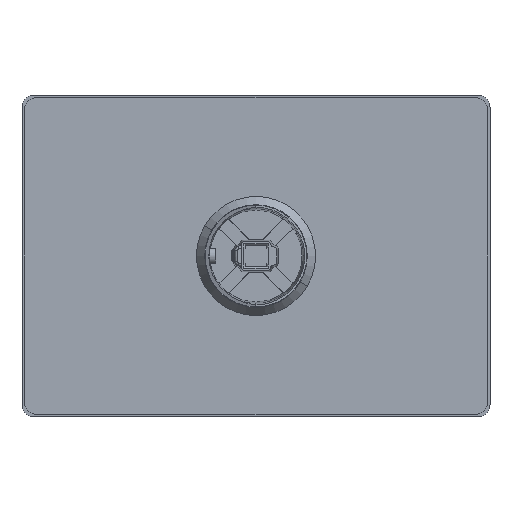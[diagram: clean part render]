
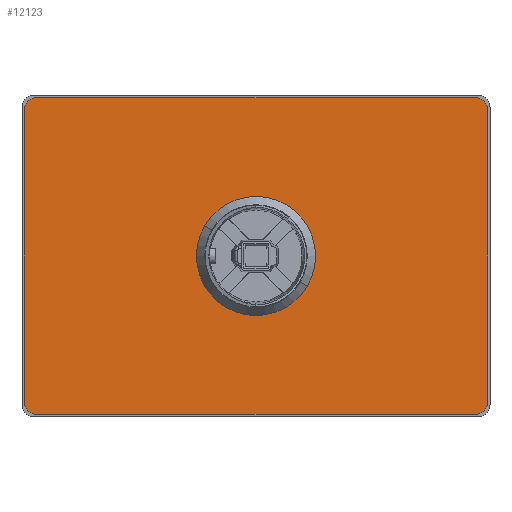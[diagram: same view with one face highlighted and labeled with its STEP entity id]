
A CAD part, front view. The second image highlights one B-rep face of the part: STEP entity #12123.
In plain terms, the highlighted face is planar.
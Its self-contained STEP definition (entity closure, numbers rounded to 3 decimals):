
#5 = AXIS2_PLACEMENT_3D ( 'NONE', #7072, #1354, #2303 ) ;
#146 = DIRECTION ( 'NONE',  ( 0., 0., 1. ) ) ;
#518 = DIRECTION ( 'NONE',  ( 0., 0., 1. ) ) ;
#585 = ORIENTED_EDGE ( 'NONE', *, *, #4125, .T. ) ;
#886 = ORIENTED_EDGE ( 'NONE', *, *, #12053, .T. ) ;
#975 = VECTOR ( 'NONE', #518, 1000. ) ;
#1038 = LINE ( 'NONE', #1140, #7342 ) ;
#1140 = CARTESIAN_POINT ( 'NONE',  ( 0., 1., -95. ) ) ;
#1280 = CIRCLE ( 'NONE', #11673, 5. ) ;
#1290 = VERTEX_POINT ( 'NONE', #11359 ) ;
#1327 = VERTEX_POINT ( 'NONE', #1793 ) ;
#1354 = DIRECTION ( 'NONE',  ( 0., -1., 0. ) ) ;
#1421 = CARTESIAN_POINT ( 'NONE',  ( 65., 1., -90. ) ) ;
#1506 = CARTESIAN_POINT ( 'NONE',  ( 0., 1., -22.6 ) ) ;
#1519 = DIRECTION ( 'NONE',  ( 0., 0., 1. ) ) ;
#1570 = CARTESIAN_POINT ( 'NONE',  ( -65., 1., 0. ) ) ;
#1592 = CIRCLE ( 'NONE', #10940, 5. ) ;
#1655 = CARTESIAN_POINT ( 'NONE',  ( 60., 1., -95. ) ) ;
#1793 = CARTESIAN_POINT ( 'NONE',  ( -65., 1., 90. ) ) ;
#1824 = FACE_BOUND ( 'NONE', #8779, .T. ) ;
#1841 = AXIS2_PLACEMENT_3D ( 'NONE', #7264, #2462, #1519 ) ;
#1935 = DIRECTION ( 'NONE',  ( 0., 0., 1. ) ) ;
#2198 = EDGE_LOOP ( 'NONE', ( #6628, #11685, #585, #2264, #11264, #12075, #886, #4379 ) ) ;
#2260 = VERTEX_POINT ( 'NONE', #9366 ) ;
#2264 = ORIENTED_EDGE ( 'NONE', *, *, #6699, .T. ) ;
#2303 = DIRECTION ( 'NONE',  ( 0., 0., 1. ) ) ;
#2413 = FACE_OUTER_BOUND ( 'NONE', #2198, .T. ) ;
#2462 = DIRECTION ( 'NONE',  ( 0., 1., 0. ) ) ;
#2562 = VECTOR ( 'NONE', #4106, 1000. ) ;
#2598 = EDGE_CURVE ( 'NONE', #9610, #4468, #1592, .T. ) ;
#3036 = CIRCLE ( 'NONE', #5, 22.6 ) ;
#3086 = VERTEX_POINT ( 'NONE', #10657 ) ;
#3311 = ORIENTED_EDGE ( 'NONE', *, *, #5895, .T. ) ;
#3551 = EDGE_CURVE ( 'NONE', #5846, #3086, #1280, .T. ) ;
#3769 = DIRECTION ( 'NONE',  ( 0., 0., 1. ) ) ;
#3849 = AXIS2_PLACEMENT_3D ( 'NONE', #11580, #6771, #146 ) ;
#3993 = DIRECTION ( 'NONE',  ( 0., 0., -1. ) ) ;
#4106 = DIRECTION ( 'NONE',  ( 1., 0., 0. ) ) ;
#4125 = EDGE_CURVE ( 'NONE', #3086, #1327, #6049, .T. ) ;
#4330 = ORIENTED_EDGE ( 'NONE', *, *, #5751, .T. ) ;
#4379 = ORIENTED_EDGE ( 'NONE', *, *, #8501, .T. ) ;
#4383 = VECTOR ( 'NONE', #3993, 1000. ) ;
#4468 = VERTEX_POINT ( 'NONE', #10950 ) ;
#4540 = CIRCLE ( 'NONE', #1841, 5. ) ;
#4864 = CARTESIAN_POINT ( 'NONE',  ( 0., 1., 95. ) ) ;
#5074 = PLANE ( 'NONE',  #6535 ) ;
#5389 = AXIS2_PLACEMENT_3D ( 'NONE', #6583, #7543, #3769 ) ;
#5751 = EDGE_CURVE ( 'NONE', #1290, #7259, #6188, .T. ) ;
#5846 = VERTEX_POINT ( 'NONE', #9968 ) ;
#5895 = EDGE_CURVE ( 'NONE', #7259, #1290, #3036, .T. ) ;
#6049 = LINE ( 'NONE', #1570, #975 ) ;
#6188 = CIRCLE ( 'NONE', #3849, 22.6 ) ;
#6535 = AXIS2_PLACEMENT_3D ( 'NONE', #9923, #11867, #10860 ) ;
#6583 = CARTESIAN_POINT ( 'NONE',  ( 60., 1., -90. ) ) ;
#6628 = ORIENTED_EDGE ( 'NONE', *, *, #9780, .T. ) ;
#6632 = LINE ( 'NONE', #4864, #2562 ) ;
#6699 = EDGE_CURVE ( 'NONE', #1327, #2260, #4540, .T. ) ;
#6760 = DIRECTION ( 'NONE',  ( 0., 1., 0. ) ) ;
#6771 = DIRECTION ( 'NONE',  ( 0., -1., 0. ) ) ;
#6900 = CARTESIAN_POINT ( 'NONE',  ( 65., 1., 0. ) ) ;
#6967 = DIRECTION ( 'NONE',  ( -1., 0., 0. ) ) ;
#7038 = EDGE_CURVE ( 'NONE', #2260, #9610, #6632, .T. ) ;
#7072 = CARTESIAN_POINT ( 'NONE',  ( 0., 1., 0. ) ) ;
#7259 = VERTEX_POINT ( 'NONE', #1506 ) ;
#7264 = CARTESIAN_POINT ( 'NONE',  ( -60., 1., 90. ) ) ;
#7307 = VERTEX_POINT ( 'NONE', #1421 ) ;
#7342 = VECTOR ( 'NONE', #6967, 1000. ) ;
#7543 = DIRECTION ( 'NONE',  ( 0., 1., 0. ) ) ;
#7781 = VERTEX_POINT ( 'NONE', #1655 ) ;
#8095 = DIRECTION ( 'NONE',  ( 0., 1., 0. ) ) ;
#8250 = CARTESIAN_POINT ( 'NONE',  ( 60., 1., 95. ) ) ;
#8501 = EDGE_CURVE ( 'NONE', #7307, #7781, #8757, .T. ) ;
#8757 = CIRCLE ( 'NONE', #5389, 5. ) ;
#8779 = EDGE_LOOP ( 'NONE', ( #4330, #3311 ) ) ;
#9366 = CARTESIAN_POINT ( 'NONE',  ( -60., 1., 95. ) ) ;
#9610 = VERTEX_POINT ( 'NONE', #8250 ) ;
#9780 = EDGE_CURVE ( 'NONE', #7781, #5846, #1038, .T. ) ;
#9923 = CARTESIAN_POINT ( 'NONE',  ( 0., 1., 0. ) ) ;
#9968 = CARTESIAN_POINT ( 'NONE',  ( -60., 1., -95. ) ) ;
#10031 = DIRECTION ( 'NONE',  ( 0., 0., 1. ) ) ;
#10637 = CARTESIAN_POINT ( 'NONE',  ( -60., 1., -90. ) ) ;
#10657 = CARTESIAN_POINT ( 'NONE',  ( -65., 1., -90. ) ) ;
#10860 = DIRECTION ( 'NONE',  ( 0., 0., 1. ) ) ;
#10940 = AXIS2_PLACEMENT_3D ( 'NONE', #11897, #8095, #10031 ) ;
#10950 = CARTESIAN_POINT ( 'NONE',  ( 65., 1., 90. ) ) ;
#11024 = LINE ( 'NONE', #6900, #4383 ) ;
#11264 = ORIENTED_EDGE ( 'NONE', *, *, #7038, .T. ) ;
#11359 = CARTESIAN_POINT ( 'NONE',  ( 0., 1., 22.6 ) ) ;
#11580 = CARTESIAN_POINT ( 'NONE',  ( 0., 1., 0. ) ) ;
#11673 = AXIS2_PLACEMENT_3D ( 'NONE', #10637, #6760, #1935 ) ;
#11685 = ORIENTED_EDGE ( 'NONE', *, *, #3551, .T. ) ;
#11867 = DIRECTION ( 'NONE',  ( 0., 1., 0. ) ) ;
#11897 = CARTESIAN_POINT ( 'NONE',  ( 60., 1., 90. ) ) ;
#12053 = EDGE_CURVE ( 'NONE', #4468, #7307, #11024, .T. ) ;
#12075 = ORIENTED_EDGE ( 'NONE', *, *, #2598, .T. ) ;
#12123 = ADVANCED_FACE ( 'NONE', ( #1824, #2413 ), #5074, .T. ) ;
